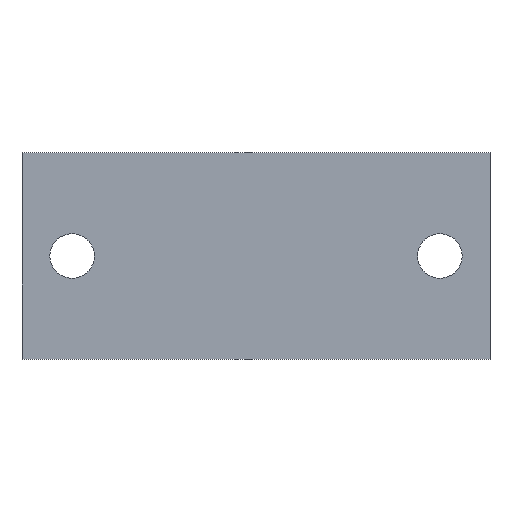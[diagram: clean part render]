
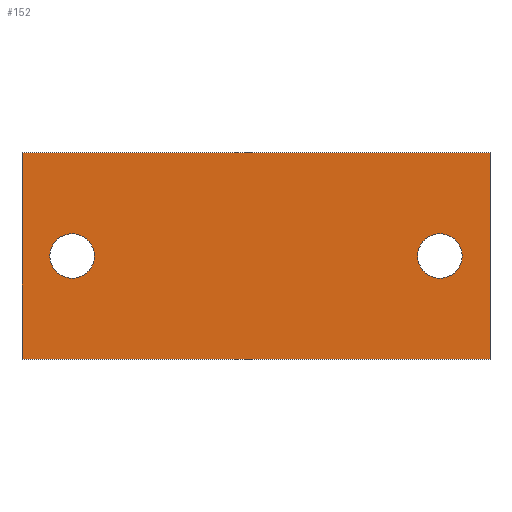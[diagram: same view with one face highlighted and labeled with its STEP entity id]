
A CAD part, top view. The second image highlights one B-rep face of the part: STEP entity #152.
In plain terms, the highlighted planar face has unit normal (0, 0, 1).
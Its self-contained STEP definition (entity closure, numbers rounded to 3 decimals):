
#17=FACE_BOUND('',#43,.T.);
#18=FACE_BOUND('',#44,.T.);
#24=PLANE('',#187);
#32=FACE_OUTER_BOUND('',#42,.T.);
#42=EDGE_LOOP('',(#137,#138,#139,#140));
#43=EDGE_LOOP('',(#141));
#44=EDGE_LOOP('',(#142));
#52=LINE('',#254,#66);
#54=LINE('',#258,#68);
#56=LINE('',#262,#70);
#58=LINE('',#265,#72);
#66=VECTOR('',#213,10.);
#68=VECTOR('',#217,10.);
#70=VECTOR('',#221,10.);
#72=VECTOR('',#225,10.);
#73=CIRCLE('',#177,2.);
#75=CIRCLE('',#180,2.);
#77=VERTEX_POINT('',#230);
#79=VERTEX_POINT('',#236);
#85=VERTEX_POINT('',#251);
#86=VERTEX_POINT('',#253);
#87=VERTEX_POINT('',#257);
#88=VERTEX_POINT('',#261);
#89=EDGE_CURVE('',#77,#77,#73,.T.);
#92=EDGE_CURVE('',#79,#79,#75,.T.);
#100=EDGE_CURVE('',#86,#85,#52,.T.);
#102=EDGE_CURVE('',#87,#86,#54,.T.);
#104=EDGE_CURVE('',#88,#87,#56,.T.);
#106=EDGE_CURVE('',#85,#88,#58,.T.);
#137=ORIENTED_EDGE('',*,*,#106,.T.);
#138=ORIENTED_EDGE('',*,*,#104,.T.);
#139=ORIENTED_EDGE('',*,*,#102,.T.);
#140=ORIENTED_EDGE('',*,*,#100,.T.);
#141=ORIENTED_EDGE('',*,*,#89,.T.);
#142=ORIENTED_EDGE('',*,*,#92,.T.);
#152=ADVANCED_FACE('',(#32,#17,#18),#24,.T.);
#177=AXIS2_PLACEMENT_3D('',#231,#192,#193);
#180=AXIS2_PLACEMENT_3D('',#237,#199,#200);
#187=AXIS2_PLACEMENT_3D('',#266,#226,#227);
#192=DIRECTION('center_axis',(0.,0.,-1.));
#193=DIRECTION('ref_axis',(1.,0.,0.));
#199=DIRECTION('center_axis',(0.,0.,-1.));
#200=DIRECTION('ref_axis',(1.,0.,0.));
#213=DIRECTION('',(1.,0.,0.));
#217=DIRECTION('',(0.,-1.,0.));
#221=DIRECTION('',(-1.,0.,0.));
#225=DIRECTION('',(0.,1.,0.));
#226=DIRECTION('center_axis',(0.,0.,1.));
#227=DIRECTION('ref_axis',(1.,0.,0.));
#230=CARTESIAN_POINT('',(-18.5,0.,1.));
#231=CARTESIAN_POINT('Origin',(-16.5,0.,1.));
#236=CARTESIAN_POINT('',(14.5,0.,1.));
#237=CARTESIAN_POINT('Origin',(16.5,0.,1.));
#251=CARTESIAN_POINT('',(21.,-9.25,1.));
#253=CARTESIAN_POINT('',(-21.,-9.25,1.));
#254=CARTESIAN_POINT('',(-21.,-9.25,1.));
#257=CARTESIAN_POINT('',(-21.,9.25,1.));
#258=CARTESIAN_POINT('',(-21.,9.25,1.));
#261=CARTESIAN_POINT('',(21.,9.25,1.));
#262=CARTESIAN_POINT('',(21.,9.25,1.));
#265=CARTESIAN_POINT('',(21.,-9.25,1.));
#266=CARTESIAN_POINT('Origin',(0.,0.,
1.));
